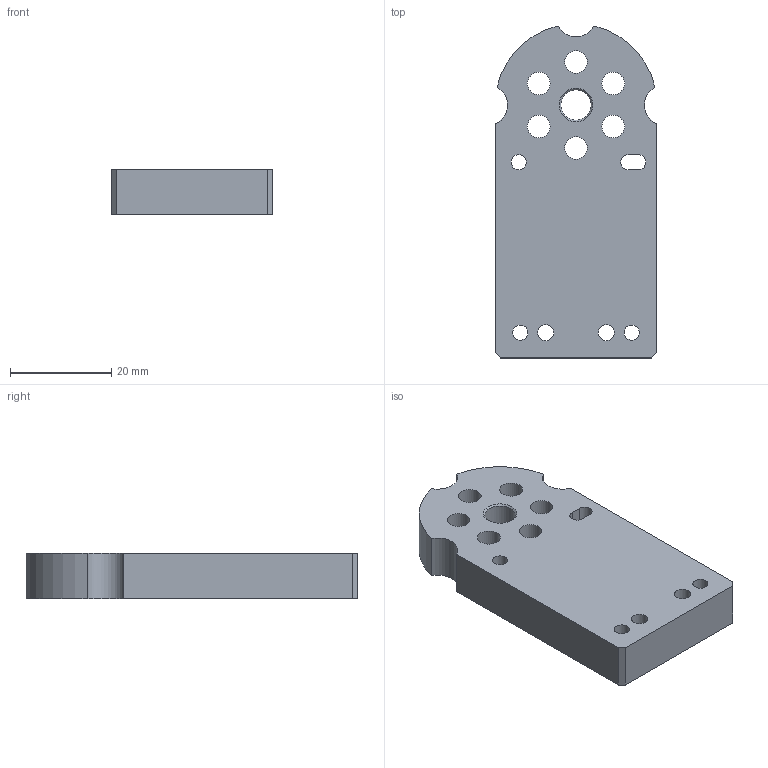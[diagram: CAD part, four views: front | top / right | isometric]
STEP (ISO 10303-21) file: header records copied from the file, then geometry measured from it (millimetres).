
FILE_DESCRIPTION(/* description */ ('STEP AP242','CAx-IF Rec.Pracs.---Representation and Presentation of Product Manufacturing Information (PMI)---4.0---2014-10-13','CAx-IF Rec.Pracs.---3D Tessellated Geometry---0.4---2014-09-14','2;1'),/* implementation_level */ '2;1');
FILE_NAME(/* name */ '66262bb65aa91e52dd661b9a',/* time_stamp */ '2024-04-22T09:19:51Z',/* author */ (''),/* organization */ (''),/* preprocessor_version */ 'ST-DEVELOPER v20',/* originating_system */ ' ',/* authorisation */ ' ');
FILE_SCHEMA (('AP242_MANAGED_MODEL_BASED_3D_ENGINEERING_MIM_LF { 1 0 10303 442 1 1 4 }'));
Length unit declared in the file: metre
Products named in the file (1): Part 1
Bounding box: 32 x 65.61 x 9 mm (x, y, z)
Volume: 13074.7 mm3; surface area: 7537.6 mm2
Topology: 1 solids, 1 shells, 67 faces, 172 edges, 116 vertices
Faces by surface type: cylinder 36, plane 26, cone 5
Full cylindrical faces by diameter (mm): 2.113 x4, 3 x3, 3.2 x2, 4.5 x6, 6 x2, 8 x6
Entity records: 1904 total; most frequent: DIRECTION 340, CARTESIAN_POINT 306, ORIENTED_EDGE 262, AXIS2_PLACEMENT_3D 141, FACE_BOUND 134, EDGE_CURVE 131, EDGE_LOOP 130, VERTEX_POINT 107
